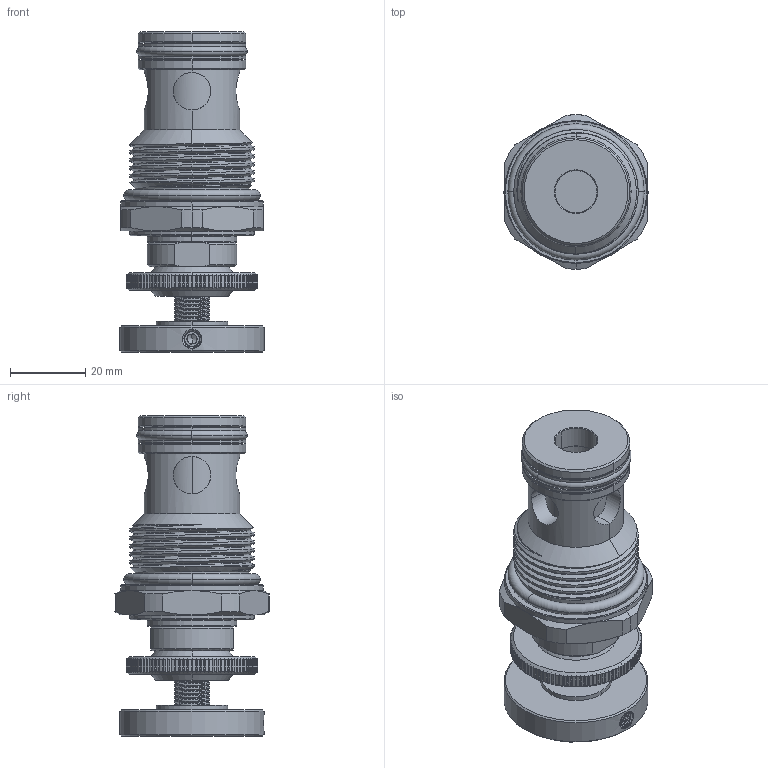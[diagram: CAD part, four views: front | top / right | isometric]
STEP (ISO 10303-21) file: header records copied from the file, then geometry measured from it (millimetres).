
FILE_DESCRIPTION (( 'STEP AP203' ), '1' );
FILE_NAME ('NV16W20-B.STEP', '2020-03-19T06:14:03', ( '' ), ( '' ), 'SwSTEP 2.0', 'SolidWorks 2018', '' );
FILE_SCHEMA (( 'CONFIG_CONTROL_DESIGN' ));
Products named in the file (1): NV16W20-B
Bounding box: 38.4 x 41.1 x 85.25 mm (x, y, z)
Volume: 55803.5 mm3; surface area: 19386 mm2
Topology: 7 solids, 7 shells, 646 faces, 1793 edges, 1169 vertices
Faces by surface type: cylinder 274, plane 258, cone 58, bspline 30, torus 26
Entity records: 41576 total; most frequent: CARTESIAN_POINT 26589, ORIENTED_EDGE 3578, DIRECTION 2627, EDGE_CURVE 1789, VERTEX_POINT 1169, AXIS2_PLACEMENT_3D 1030, EDGE_LOOP 670, FACE_OUTER_BOUND 646
